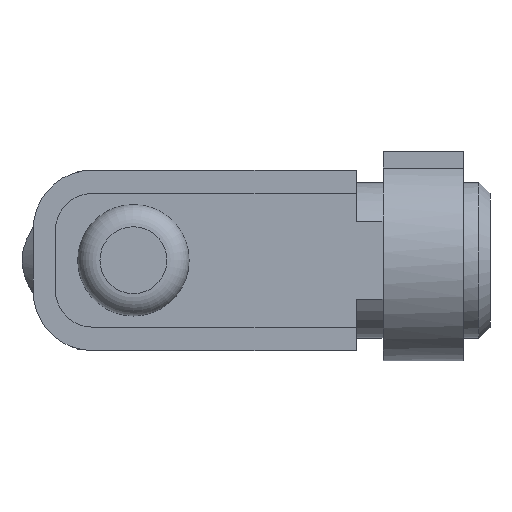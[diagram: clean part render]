
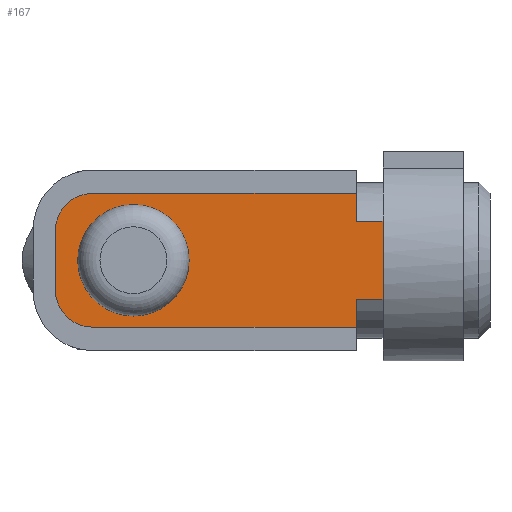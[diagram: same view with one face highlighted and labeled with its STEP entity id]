
A CAD part, top view. The second image highlights one B-rep face of the part: STEP entity #167.
In plain terms, the highlighted planar face has unit normal (0, 0, 1).
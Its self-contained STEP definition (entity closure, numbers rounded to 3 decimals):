
#167 = ADVANCED_FACE( '', ( #348, #349 ), #350, .T. );
#348 = FACE_BOUND( '', #531, .T. );
#349 = FACE_OUTER_BOUND( '', #532, .T. );
#350 = PLANE( '', #533 );
#531 = EDGE_LOOP( '', ( #930 ) );
#532 = EDGE_LOOP( '', ( #931, #932, #933, #934, #935, #936, #937, #938, #939, #940 ) );
#533 = AXIS2_PLACEMENT_3D( '', #941, #942, #943 );
#930 = ORIENTED_EDGE( '', *, *, #1147, .T. );
#931 = ORIENTED_EDGE( '', *, *, #1166, .F. );
#932 = ORIENTED_EDGE( '', *, *, #1180, .T. );
#933 = ORIENTED_EDGE( '', *, *, #1047, .T. );
#934 = ORIENTED_EDGE( '', *, *, #1033, .T. );
#935 = ORIENTED_EDGE( '', *, *, #1093, .T. );
#936 = ORIENTED_EDGE( '', *, *, #1111, .T. );
#937 = ORIENTED_EDGE( '', *, *, #1072, .T. );
#938 = ORIENTED_EDGE( '', *, *, #1066, .T. );
#939 = ORIENTED_EDGE( '', *, *, #1114, .T. );
#940 = ORIENTED_EDGE( '', *, *, #1044, .F. );
#941 = CARTESIAN_POINT( '', ( 18., 3.5, 9.8 ) );
#942 = DIRECTION( '', ( 0., 0., 1. ) );
#943 = DIRECTION( '', ( 1., 0., 0. ) );
#1033 = EDGE_CURVE( '', #1220, #1218, #1221, .T. );
#1044 = EDGE_CURVE( '', #1238, #1240, #1241, .T. );
#1047 = EDGE_CURVE( '', #1244, #1220, #1245, .T. );
#1066 = EDGE_CURVE( '', #1269, #1277, #1279, .T. );
#1072 = EDGE_CURVE( '', #1287, #1269, #1288, .T. );
#1093 = EDGE_CURVE( '', #1218, #1320, #1322, .T. );
#1111 = EDGE_CURVE( '', #1320, #1287, #1347, .T. );
#1114 = EDGE_CURVE( '', #1277, #1240, #1350, .T. );
#1147 = EDGE_CURVE( '', #1396, #1396, #1397, .F. );
#1166 = EDGE_CURVE( '', #1424, #1238, #1426, .T. );
#1180 = EDGE_CURVE( '', #1424, #1244, #1445, .T. );
#1218 = VERTEX_POINT( '', #1486 );
#1220 = VERTEX_POINT( '', #1489 );
#1221 = CIRCLE( '', #1490, 3.333 );
#1238 = VERTEX_POINT( '', #1512 );
#1240 = VERTEX_POINT( '', #1515 );
#1241 = LINE( '', #1516, #1517 );
#1244 = VERTEX_POINT( '', #1521 );
#1245 = LINE( '', #1522, #1523 );
#1269 = VERTEX_POINT( '', #1615 );
#1277 = VERTEX_POINT( '', #1627 );
#1279 = LINE( '', #1630, #1631 );
#1287 = VERTEX_POINT( '', #1640 );
#1288 = LINE( '', #1641, #1642 );
#1320 = VERTEX_POINT( '', #1702 );
#1322 = LINE( '', #1705, #1706 );
#1347 = CIRCLE( '', #1739, 3.333 );
#1350 = LINE( '', #1742, #1743 );
#1396 = VERTEX_POINT( '', #1806 );
#1397 = CIRCLE( '', #1807, 4. );
#1424 = VERTEX_POINT( '', #1921 );
#1426 = LINE( '', #1924, #1925 );
#1445 = LINE( '', #1975, #1976 );
#1486 = CARTESIAN_POINT( '', ( -7., 2.667, 9.8 ) );
#1489 = CARTESIAN_POINT( '', ( -3.667, 6., 9.8 ) );
#1490 = AXIS2_PLACEMENT_3D( '', #2017, #2018, #2019 );
#1512 = CARTESIAN_POINT( '', ( 22.4, 3.5, 9.8 ) );
#1515 = CARTESIAN_POINT( '', ( 22.4, -3.5, 9.8 ) );
#1516 = CARTESIAN_POINT( '', ( 22.4, 3.5, 9.8 ) );
#1517 = VECTOR( '', #2032, 1000. );
#1521 = CARTESIAN_POINT( '', ( 20., 6., 9.8 ) );
#1522 = CARTESIAN_POINT( '', ( 20., 6., 9.8 ) );
#1523 = VECTOR( '', #2034, 1000. );
#1615 = CARTESIAN_POINT( '', ( 20., -6., 9.8 ) );
#1627 = CARTESIAN_POINT( '', ( 20., -3.5, 9.8 ) );
#1630 = CARTESIAN_POINT( '', ( 20., -6., 9.8 ) );
#1631 = VECTOR( '', #2046, 1000. );
#1640 = CARTESIAN_POINT( '', ( -3.667, -6., 9.8 ) );
#1641 = CARTESIAN_POINT( '', ( -3.667, -6., 9.8 ) );
#1642 = VECTOR( '', #2054, 1000. );
#1702 = CARTESIAN_POINT( '', ( -7., -2.667, 9.8 ) );
#1705 = CARTESIAN_POINT( '', ( -7., 2.667, 9.8 ) );
#1706 = VECTOR( '', #2076, 1000. );
#1739 = AXIS2_PLACEMENT_3D( '', #2097, #2098, #2099 );
#1742 = CARTESIAN_POINT( '', ( 18., -3.5, 9.8 ) );
#1743 = VECTOR( '', #2103, 1000. );
#1806 = CARTESIAN_POINT( '', ( 4., 0., 9.8 ) );
#1807 = AXIS2_PLACEMENT_3D( '', #2139, #2140, #2141 );
#1921 = CARTESIAN_POINT( '', ( 20., 3.5, 9.8 ) );
#1924 = CARTESIAN_POINT( '', ( 18., 3.5, 9.8 ) );
#1925 = VECTOR( '', #2153, 1000. );
#1975 = CARTESIAN_POINT( '', ( 20., -6., 9.8 ) );
#1976 = VECTOR( '', #2167, 1000. );
#2017 = CARTESIAN_POINT( '', ( -3.667, 2.667, 9.8 ) );
#2018 = DIRECTION( '', ( 0., 0., 1. ) );
#2019 = DIRECTION( '', ( 1., 0., 0. ) );
#2032 = DIRECTION( '', ( 0., -1., 0. ) );
#2034 = DIRECTION( '', ( -1., 0., 0. ) );
#2046 = DIRECTION( '', ( 0., 1., 0. ) );
#2054 = DIRECTION( '', ( 1., 0., 0. ) );
#2076 = DIRECTION( '', ( 0., -1., 0. ) );
#2097 = CARTESIAN_POINT( '', ( -3.667, -2.667, 9.8 ) );
#2098 = DIRECTION( '', ( 0., 0., 1. ) );
#2099 = DIRECTION( '', ( 1., 0., 0. ) );
#2103 = DIRECTION( '', ( 1., 0., 0. ) );
#2139 = CARTESIAN_POINT( '', ( 0., 0., 9.8 ) );
#2140 = DIRECTION( '', ( 0., 0., 1. ) );
#2141 = DIRECTION( '', ( 1., 0., 0. ) );
#2153 = DIRECTION( '', ( 1., 0., 0. ) );
#2167 = DIRECTION( '', ( 0., 1., 0. ) );
